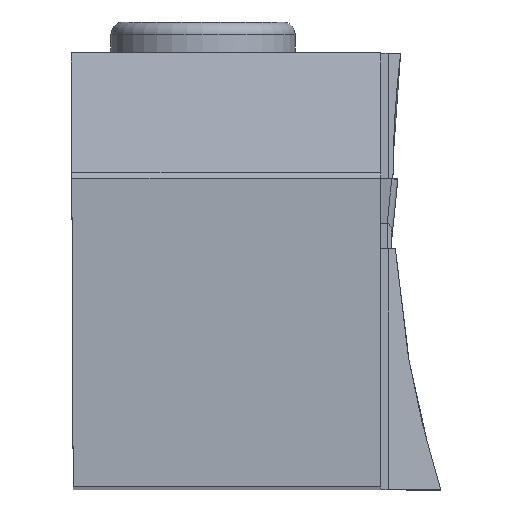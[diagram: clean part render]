
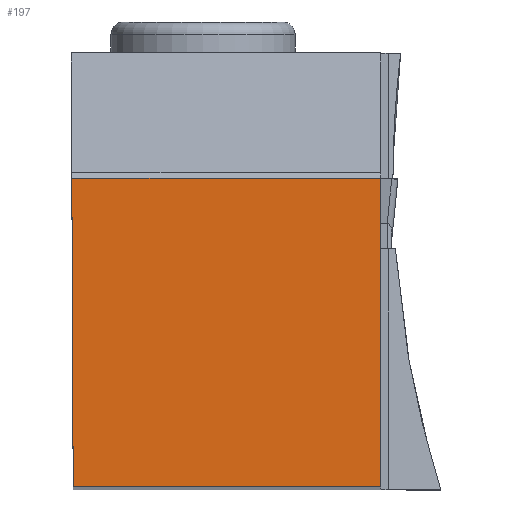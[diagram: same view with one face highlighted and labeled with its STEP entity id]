
A CAD part, top view. The second image highlights one B-rep face of the part: STEP entity #197.
In plain terms, the highlighted planar face has unit normal (0, 0, 1).
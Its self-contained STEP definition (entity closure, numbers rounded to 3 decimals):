
#197=ADVANCED_FACE('BLANK_BOXF006',(#310),#246,.F.);
#246=PLANE('',#1506);
#310=FACE_OUTER_BOUND('',#376,.T.);
#376=EDGE_LOOP('',(#698,#699,#700,#701));
#698=ORIENTED_EDGE('',*,*,#1031,.T.);
#699=ORIENTED_EDGE('',*,*,#1070,.T.);
#700=ORIENTED_EDGE('',*,*,#1066,.T.);
#701=ORIENTED_EDGE('',*,*,#1059,.T.);
#876=VERTEX_POINT('',#2312);
#877=VERTEX_POINT('',#2314);
#893=VERTEX_POINT('',#2435);
#897=VERTEX_POINT('',#2448);
#1031=EDGE_CURVE('',#877,#876,#1173,.T.);
#1059=EDGE_CURVE('',#893,#877,#1195,.T.);
#1066=EDGE_CURVE('',#897,#893,#1201,.T.);
#1070=EDGE_CURVE('',#876,#897,#1205,.T.);
#1173=LINE('',#2313,#1306);
#1195=LINE('',#2434,#1328);
#1201=LINE('',#2447,#1334);
#1205=LINE('',#2455,#1338);
#1306=VECTOR('',#1765,1.);
#1328=VECTOR('',#1807,1.);
#1334=VECTOR('',#1819,1.);
#1338=VECTOR('',#1825,1.);
#1506=AXIS2_PLACEMENT_3D('',#2456,#1826,#1827);
#1765=DIRECTION('',(0.,1.,0.));
#1807=DIRECTION('',(1.,0.,0.));
#1819=DIRECTION('',(0.004,-1.,0.));
#1825=DIRECTION('',(-1.,0.,0.));
#1826=DIRECTION('',(0.,0.,-1.));
#1827=DIRECTION('',(0.,-1.,0.));
#2312=CARTESIAN_POINT('',(19.875,19.875,0.));
#2313=CARTESIAN_POINT('',(19.875,-125.35,0.));
#2314=CARTESIAN_POINT('',(19.875,0.,0.));
#2434=CARTESIAN_POINT('',(-125.35,0.,0.));
#2435=CARTESIAN_POINT('',(0.087,0.,0.));
#2447=CARTESIAN_POINT('',(-0.46,125.349,0.));
#2448=CARTESIAN_POINT('',(0.,19.875,0.));
#2455=CARTESIAN_POINT('',(125.35,19.875,0.));
#2456=CARTESIAN_POINT('',(23.753,-5.,0.));
